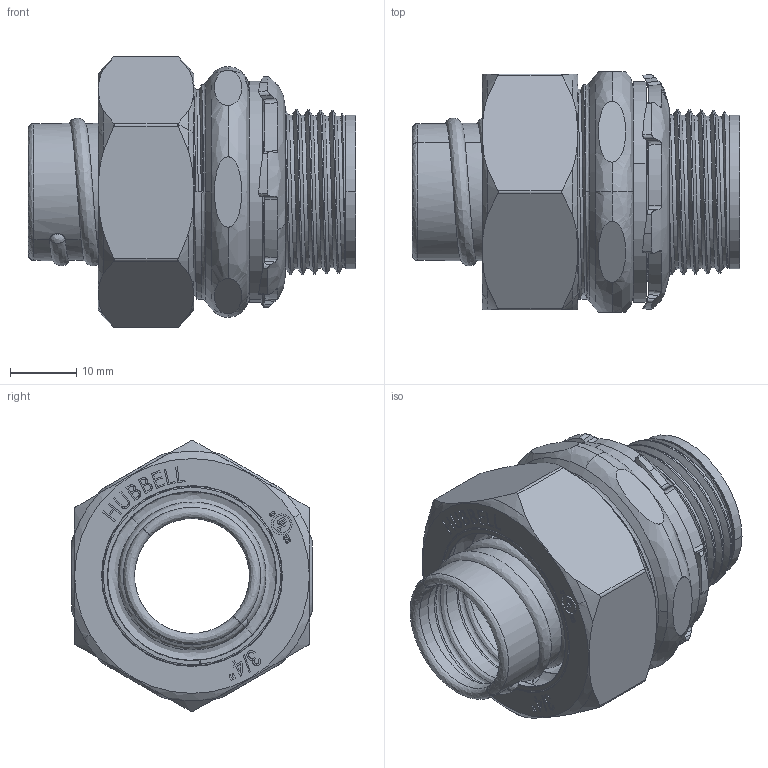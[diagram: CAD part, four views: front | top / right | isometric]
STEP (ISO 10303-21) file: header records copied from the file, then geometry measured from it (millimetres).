
FILE_DESCRIPTION (( 'STEP AP214' ), '1' );
FILE_NAME ('3513-8.STEP', '2016-02-24T16:03:52', ( '' ), ( '' ), 'SwSTEP 2.0', 'SolidWorks 2014', '' );
FILE_SCHEMA (( 'AUTOMOTIVE_DESIGN' ));
Length unit declared in the file: inch
Products named in the file (8): 3403 COMPRESSION NUT; 3403 SEAL; 3403 STRAIGHT BODY; 3513-8; 3513RAC INSULATION BUSHING_INSTALLED; 3403 FERRULE_installed; 3403 LOCK NUT; 3403 GLAND RING
Assembly tree (7 placements, depth 2):
  3513-8
    3403 STRAIGHT BODY
    3403 SEAL
    3403 COMPRESSION NUT
    3403 GLAND RING
    3403 LOCK NUT
    3403 FERRULE_installed
    3513RAC INSULATION BUSHING_INSTALLED
Bounding box: 49.45 x 36.32 x 40.96 mm (x, y, z)
Volume: 15175.9 mm3; surface area: 23793.3 mm2
Topology: 7 solids, 7 shells, 534 faces, 1419 edges, 923 vertices
Faces by surface type: plane 210, bspline 156, cylinder 99, cone 69
Entity records: 42044 total; most frequent: CARTESIAN_POINT 22772, ORIENTED_EDGE 2838, DIRECTION 2020, EDGE_CURVE 1419, VERTEX_POINT 923, AXIS2_PLACEMENT_3D 683, LINE 654, VECTOR 654
